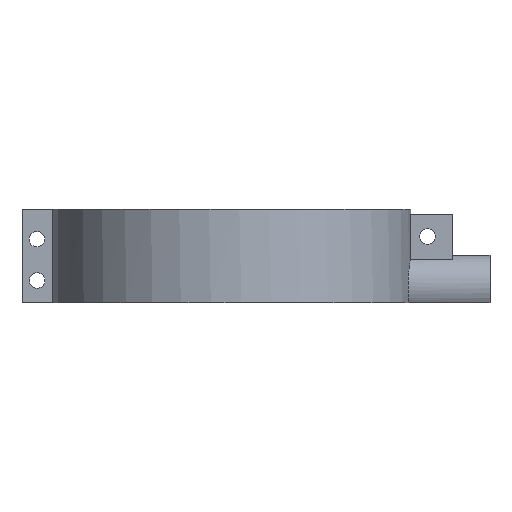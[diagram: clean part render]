
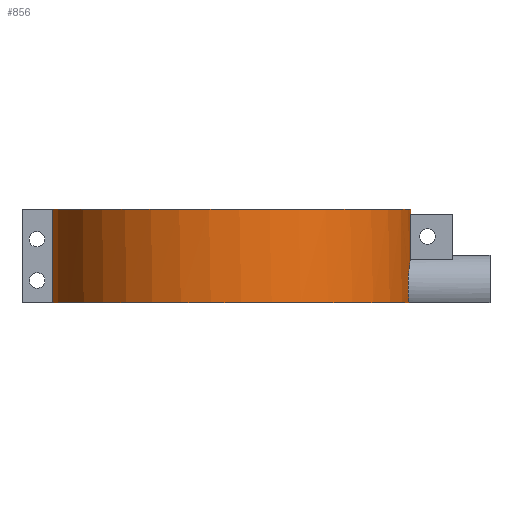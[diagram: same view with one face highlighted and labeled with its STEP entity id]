
A CAD part, front view. The second image highlights one B-rep face of the part: STEP entity #856.
In plain terms, the highlighted cylindrical face has radius 34.65 mm (diameter 69.3 mm), a partial arc.
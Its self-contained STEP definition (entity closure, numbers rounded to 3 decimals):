
#17=B_SPLINE_CURVE_WITH_KNOTS('',3,(#1278,#1279,#1280,#1281,#1282,#1283,
#1284,#1285,#1286,#1287,#1288,#1289,#1290),.UNSPECIFIED.,.F.,.F.,(4,2,2,
3,2,4),(-0.605,-0.453,-0.227,0.,0.227,
0.312),.UNSPECIFIED.);
#35=CYLINDRICAL_SURFACE('',#923,34.65);
#56=FACE_OUTER_BOUND('',#103,.T.);
#103=EDGE_LOOP('',(#596,#597,#598,#599,#600,#601,#602));
#162=LINE('',#1275,#246);
#166=LINE('',#1302,#250);
#167=LINE('',#1306,#251);
#246=VECTOR('',#1021,10.);
#250=VECTOR('',#1033,10.);
#251=VECTOR('',#1036,10.);
#323=CIRCLE('',#913,34.65);
#329=CIRCLE('',#924,34.65);
#330=CIRCLE('',#925,34.65);
#361=VERTEX_POINT('',#1252);
#362=VERTEX_POINT('',#1253);
#369=VERTEX_POINT('',#1273);
#370=VERTEX_POINT('',#1277);
#375=VERTEX_POINT('',#1301);
#376=VERTEX_POINT('',#1303);
#377=VERTEX_POINT('',#1305);
#445=EDGE_CURVE('',#361,#362,#323,.T.);
#456=EDGE_CURVE('',#369,#361,#162,.T.);
#457=EDGE_CURVE('',#369,#370,#17,.T.);
#463=EDGE_CURVE('',#375,#362,#166,.T.);
#464=EDGE_CURVE('',#376,#375,#329,.T.);
#465=EDGE_CURVE('',#377,#376,#167,.T.);
#466=EDGE_CURVE('',#370,#377,#330,.T.);
#596=ORIENTED_EDGE('',*,*,#456,.T.);
#597=ORIENTED_EDGE('',*,*,#445,.T.);
#598=ORIENTED_EDGE('',*,*,#463,.F.);
#599=ORIENTED_EDGE('',*,*,#464,.F.);
#600=ORIENTED_EDGE('',*,*,#465,.F.);
#601=ORIENTED_EDGE('',*,*,#466,.F.);
#602=ORIENTED_EDGE('',*,*,#457,.F.);
#856=ADVANCED_FACE('',(#56),#35,.T.);
#913=AXIS2_PLACEMENT_3D('',#1254,#1000,#1001);
#923=AXIS2_PLACEMENT_3D('',#1300,#1031,#1032);
#924=AXIS2_PLACEMENT_3D('',#1304,#1034,#1035);
#925=AXIS2_PLACEMENT_3D('',#1307,#1037,#1038);
#1000=DIRECTION('center_axis',(0.,0.,1.));
#1001=DIRECTION('ref_axis',(0.,-1.,0.));
#1021=DIRECTION('',(0.,0.,1.));
#1031=DIRECTION('center_axis',(0.,0.,
-1.));
#1032=DIRECTION('ref_axis',(0.,-1.,0.));
#1033=DIRECTION('',(0.,0.,-1.));
#1034=DIRECTION('center_axis',(0.,0.,
1.));
#1035=DIRECTION('ref_axis',(0.,1.,0.));
#1036=DIRECTION('',(0.,0.,1.));
#1037=DIRECTION('center_axis',(0.,0.,
-1.));
#1038=DIRECTION('ref_axis',(0.,-1.,0.));
#1252=CARTESIAN_POINT('',(34.52,-3.,19.04));
#1253=CARTESIAN_POINT('',(34.65,0.,19.04));
#1254=CARTESIAN_POINT('Origin',(0.,0.,
19.04));
#1273=CARTESIAN_POINT('',(34.52,-3.,10.296));
#1275=CARTESIAN_POINT('',(34.52,-3.,41.));
#1277=CARTESIAN_POINT('',(34.267,-5.137,2.));
#1278=CARTESIAN_POINT('Ctrl Pts',(34.52,-3.,10.296));
#1279=CARTESIAN_POINT('Ctrl Pts',(34.48,-3.464,10.029));
#1280=CARTESIAN_POINT('Ctrl Pts',(34.433,-3.885,9.701));
#1281=CARTESIAN_POINT('Ctrl Pts',(34.324,-4.775,8.811));
#1282=CARTESIAN_POINT('Ctrl Pts',(34.254,-5.236,8.137));
#1283=CARTESIAN_POINT('Ctrl Pts',(34.154,-5.849,6.659));
#1284=CARTESIAN_POINT('Ctrl Pts',(34.127,-6.,5.855));
#1285=CARTESIAN_POINT('Ctrl Pts',(34.127,-6.,5.1));
#1286=CARTESIAN_POINT('Ctrl Pts',(34.127,-6.,4.345));
#1287=CARTESIAN_POINT('Ctrl Pts',(34.154,-5.849,3.541));
#1288=CARTESIAN_POINT('Ctrl Pts',(34.223,-5.427,2.524));
#1289=CARTESIAN_POINT('Ctrl Pts',(34.244,-5.291,2.255));
#1290=CARTESIAN_POINT('Ctrl Pts',(34.267,-5.137,2.));
#1300=CARTESIAN_POINT('Origin',(0.,0.,
41.));
#1301=CARTESIAN_POINT('',(34.65,0.,20.));
#1302=CARTESIAN_POINT('',(34.65,0.,41.));
#1303=CARTESIAN_POINT('',(-34.52,-3.,20.));
#1304=CARTESIAN_POINT('Origin',(0.,0.,
20.));
#1305=CARTESIAN_POINT('',(-34.52,-3.,2.));
#1306=CARTESIAN_POINT('',(-34.52,-3.,41.));
#1307=CARTESIAN_POINT('Origin',(0.,0.,
2.));
